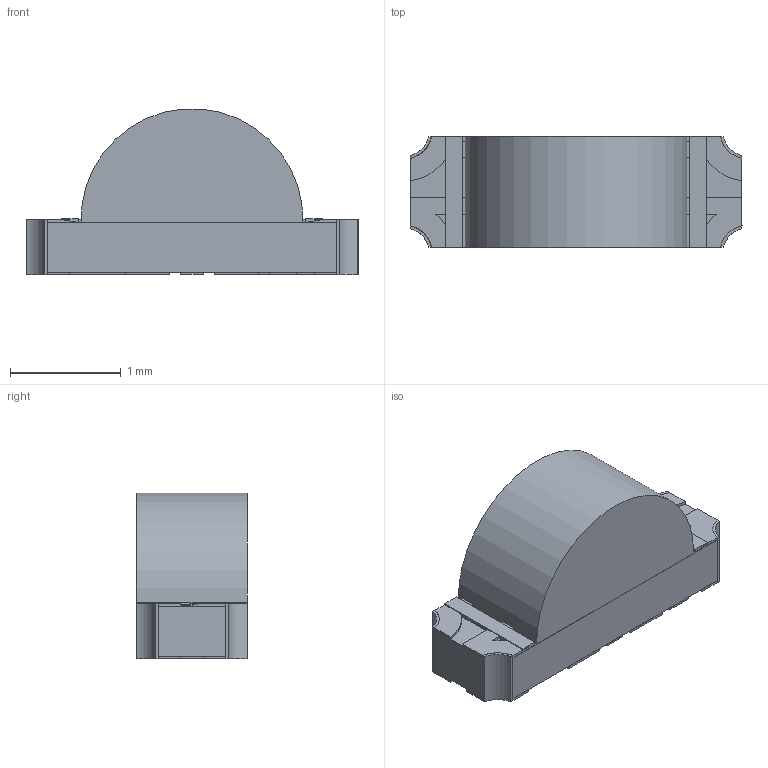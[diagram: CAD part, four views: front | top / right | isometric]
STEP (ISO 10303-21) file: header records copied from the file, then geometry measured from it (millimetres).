
FILE_DESCRIPTION (( 'STEP AP214' ), '1' );
FILE_NAME ('APFA3010.STEP', '2016-02-02T19:28:47', ( 'admin' ), ( '' ), 'SwSTEP 2.0', 'SolidWorks 2012', '' );
FILE_SCHEMA (( 'AUTOMOTIVE_DESIGN' ));
Length unit declared in the file: millimetre
Products named in the file (1): APFA3010
Bounding box: 3 x 1 x 1.5 mm (x, y, z)
Surface area: 27.6 mm2 (no closed solid volume)
Topology: 0 solids, 23 shells, 202 faces, 516 edges, 330 vertices
Faces by surface type: plane 165, cylinder 37
Entity records: 6999 total; most frequent: CARTESIAN_POINT 1484, ORIENTED_EDGE 960, DIRECTION 837, EDGE_CURVE 516, VERTEX_POINT 330, LINE 283, VECTOR 283, AXIS2_PLACEMENT_3D 277
